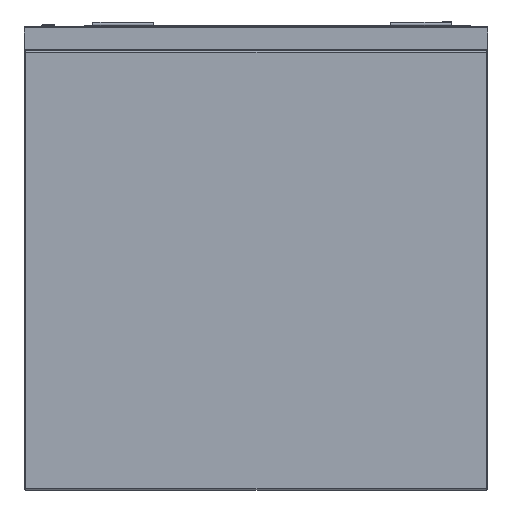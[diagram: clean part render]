
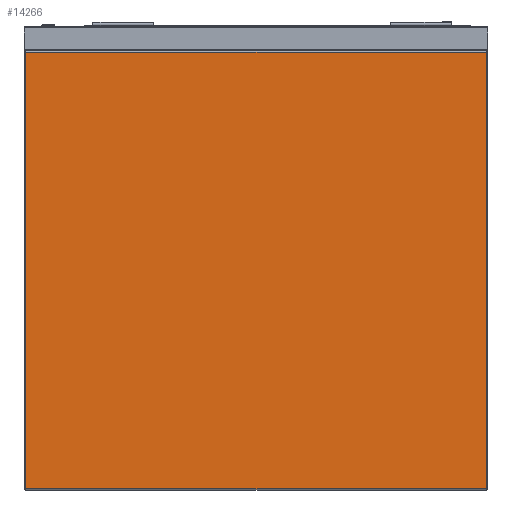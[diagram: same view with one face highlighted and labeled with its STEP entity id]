
A CAD part, left-side view. The second image highlights one B-rep face of the part: STEP entity #14266.
In plain terms, the highlighted planar face has unit normal (-1, 0, 0).
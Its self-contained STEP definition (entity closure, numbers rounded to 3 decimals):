
#62 = VERTEX_POINT ( 'NONE', #8368 ) ;
#929 = EDGE_CURVE ( 'NONE', #19060, #6789, #16018, .T. ) ;
#1745 = ORIENTED_EDGE ( 'NONE', *, *, #9284, .T. ) ;
#2970 = CARTESIAN_POINT ( 'NONE',  ( -772.5, 378., -758. ) ) ;
#4173 = VERTEX_POINT ( 'NONE', #17580 ) ;
#5079 = DIRECTION ( 'NONE',  ( 0., -1., 0. ) ) ;
#5298 = EDGE_LOOP ( 'NONE', ( #1745, #11816, #6718, #18710 ) ) ;
#5564 = VECTOR ( 'NONE', #7007, 1000. ) ;
#5827 = VECTOR ( 'NONE', #5079, 1000. ) ;
#6718 = ORIENTED_EDGE ( 'NONE', *, *, #929, .T. ) ;
#6789 = VERTEX_POINT ( 'NONE', #2970 ) ;
#6844 = CARTESIAN_POINT ( 'NONE',  ( -772.5, 378., -760. ) ) ;
#6973 = EDGE_CURVE ( 'NONE', #6789, #4173, #12566, .T. ) ;
#7007 = DIRECTION ( 'NONE',  ( 0., 0., 1. ) ) ;
#8363 = DIRECTION ( 'NONE',  ( 0., 0., -1. ) ) ;
#8368 = CARTESIAN_POINT ( 'NONE',  ( -772.5, -378., -42. ) ) ;
#8557 = EDGE_CURVE ( 'NONE', #62, #19060, #9151, .T. ) ;
#8783 = CARTESIAN_POINT ( 'NONE',  ( -772.5, 378., -42. ) ) ;
#9151 = LINE ( 'NONE', #13828, #11598 ) ;
#9284 = EDGE_CURVE ( 'NONE', #4173, #62, #14496, .T. ) ;
#11484 = CARTESIAN_POINT ( 'NONE',  ( -772.5, -380., -760. ) ) ;
#11598 = VECTOR ( 'NONE', #12135, 1000. ) ;
#11672 = DIRECTION ( 'NONE',  ( -1., 0., 0. ) ) ;
#11816 = ORIENTED_EDGE ( 'NONE', *, *, #8557, .T. ) ;
#12135 = DIRECTION ( 'NONE',  ( 0., 1., 0. ) ) ;
#12566 = LINE ( 'NONE', #12758, #5827 ) ;
#12758 = CARTESIAN_POINT ( 'NONE',  ( -772.5, -380., -758. ) ) ;
#13079 = PLANE ( 'NONE',  #19562 ) ;
#13828 = CARTESIAN_POINT ( 'NONE',  ( -772.5, 380., -42. ) ) ;
#14266 = ADVANCED_FACE ( 'Fl�che7', ( #17750 ), #13079, .T. ) ;
#14496 = LINE ( 'NONE', #15985, #5564 ) ;
#15985 = CARTESIAN_POINT ( 'NONE',  ( -772.5, -378., -760. ) ) ;
#16018 = LINE ( 'NONE', #6844, #17801 ) ;
#17580 = CARTESIAN_POINT ( 'NONE',  ( -772.5, -378., -758. ) ) ;
#17750 = FACE_OUTER_BOUND ( 'NONE', #5298, .T. ) ;
#17801 = VECTOR ( 'NONE', #8363, 1000. ) ;
#18710 = ORIENTED_EDGE ( 'NONE', *, *, #6973, .T. ) ;
#19060 = VERTEX_POINT ( 'NONE', #8783 ) ;
#19162 = DIRECTION ( 'NONE',  ( 0., -1., 0. ) ) ;
#19562 = AXIS2_PLACEMENT_3D ( 'NONE', #11484, #11672, #19162 ) ;
